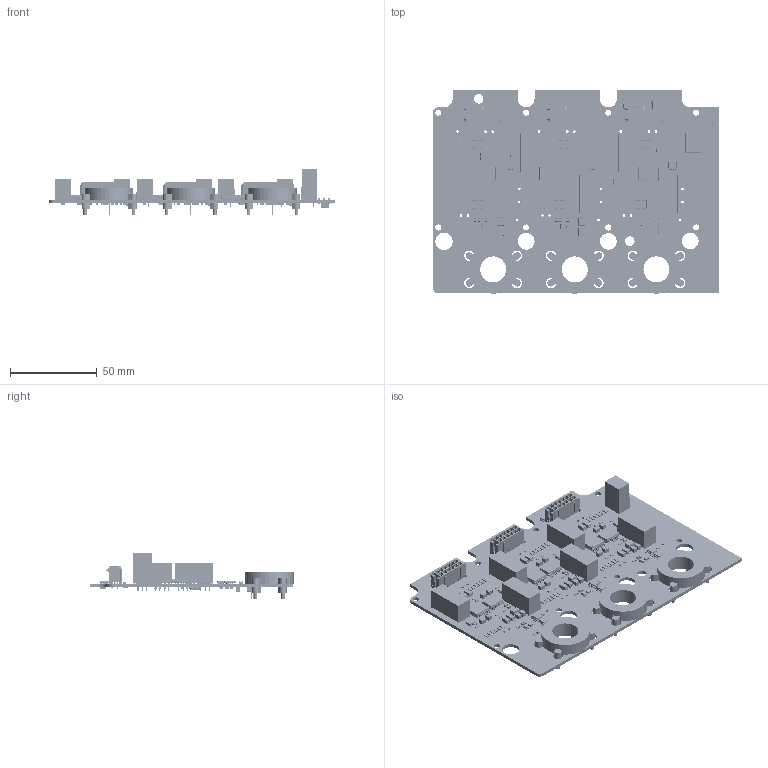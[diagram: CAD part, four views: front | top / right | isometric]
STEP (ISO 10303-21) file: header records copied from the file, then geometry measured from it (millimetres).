
FILE_DESCRIPTION(('KiCad electronic assembly'),'2;1');
FILE_NAME('Adapter.step','2024-09-26T13:59:56',('Pcbnew'),('Kicad'), 'Open CASCADE STEP processor 7.6','KiCad to STEP converter','Unknown' );
FILE_SCHEMA(('AUTOMOTIVE_DESIGN { 1 0 10303 214 1 1 1 1 }'));
Length unit declared in the file: millimetre
Products named in the file (34): Adapter 1; R_0805_2012Metric; SOT-23-5; SOT_23_5; Current sensor low; D_SMA; C_1210_3225Metric; 430451212; 430451212_1; R_1206_3216Metric; C_0805_2012Metric; WRA_S-3WR2; WR_S-1WR2_ASM; SOIC-8_3.9x4.9mm_P1.27mm; SOIC_8_39x49mm_P127mm; LED_0805_2012Metric; SOIC-16W_7.5x10.3mm_P1.27mm; SOIC_16W_75x103mm_P127mm; L_1812_4532Metric; K78xx-1000R3; K78XX-1000R3_ASM; D_SOD-123; D_SOD_123; SOT-223; SOT_223; _autosave-Adapter_PCB
Assembly tree (254 placements, depth 3):
  Adapter 1
    R_0805_2012Metric  x54
      R_0805_2012Metric
    SOT-23-5  x4
      SOT_23_5
    Current sensor low  x3
      Current sensor low
    D_SMA  x12
      D_SMA
    C_1210_3225Metric  x26
      C_1210_3225Metric
    430451212  x3
      430451212_1
    R_1206_3216Metric  x36
      R_1206_3216Metric
    C_0805_2012Metric  x55
      C_0805_2012Metric
    WRA_S-3WR2  x6
      WR_S-1WR2_ASM
    SOIC-8_3.9x4.9mm_P1.27mm  x13
      SOIC_8_39x49mm_P127mm
    LED_0805_2012Metric  x3
      LED_0805_2012Metric
    SOIC-16W_7.5x10.3mm_P1.27mm  x6
      SOIC_16W_75x103mm_P127mm
    L_1812_4532Metric  x6
      L_1812_4532Metric
    K78xx-1000R3
      K78XX-1000R3_ASM
    D_SOD-123  x6
      D_SOD_123
    SOT-223  x3
      SOT_223
    _autosave-Adapter_PCB
Bounding box: 164.7 x 117.14 x 26.2 mm (x, y, z)
Volume: 67009.7 mm3; surface area: 67156.5 mm2
Topology: 316 solids, 316 shells, 12423 faces, 32288 edges, 20904 vertices
Faces by surface type: plane 8139, cylinder 3164, bspline 1096, cone 24
Full cylindrical faces by diameter (mm): 0.5 x9, 0.6 x19, 1 x45, 1.02 x42, 1.5 x24, 3.5 x8, 5.5 x2, 6 x12, 9.6 x3, 10 x1, 16 x3
Entity records: 62832 total; most frequent: CARTESIAN_POINT 10299, ORIENTED_EDGE 9192, DIRECTION 9042, EDGE_CURVE 4596, LINE 3580, VECTOR 3580, VERTEX_POINT 2968, AXIS2_PLACEMENT_3D 2731
